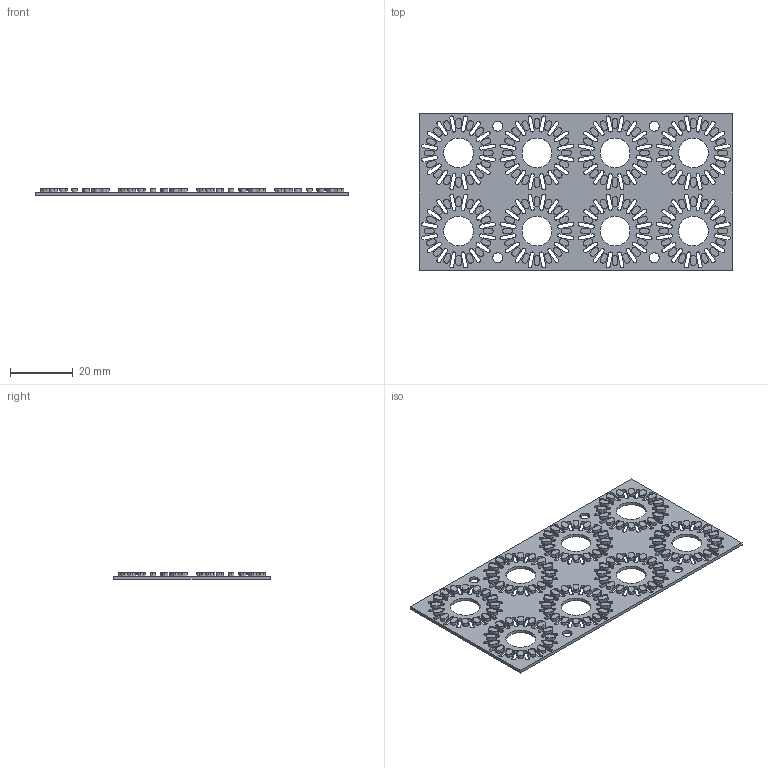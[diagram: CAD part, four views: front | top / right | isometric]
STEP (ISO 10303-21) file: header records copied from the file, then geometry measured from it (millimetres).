
FILE_DESCRIPTION (( 'STEP AP203' ), '1' );
FILE_NAME ('ENC-PLASTIQUE.STEP', '2023-06-08T13:47:53', ( '' ), ( '' ), 'SwSTEP 2.0', 'SolidWorks 2023', '' );
FILE_SCHEMA (( 'CONFIG_CONTROL_DESIGN' ));
Length unit declared in the file: millimetre
Products named in the file (1): ENC-PLASTIQUE
Bounding box: 100 x 50 x 2 mm (x, y, z)
Volume: 4289.9 mm3; surface area: 10451 mm2
Topology: 1 solids, 1 shells, 1422 faces, 3876 edges, 2584 vertices
Faces by surface type: cylinder 776, plane 646
Entity records: 46129 total; most frequent: DIRECTION 8274, CARTESIAN_POINT 7883, ORIENTED_EDGE 7752, EDGE_CURVE 3876, AXIS2_PLACEMENT_3D 2975, VERTEX_POINT 2584, LINE 2324, VECTOR 2324
